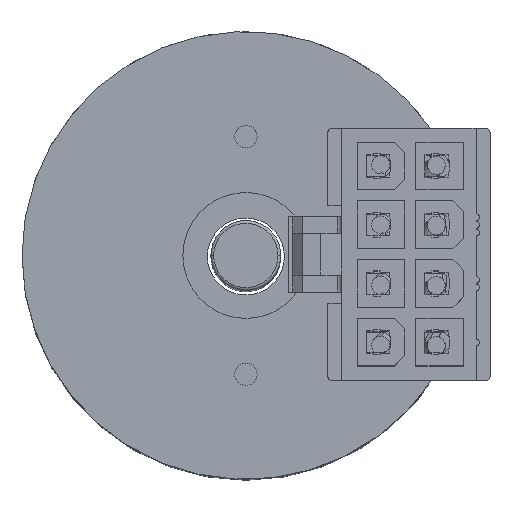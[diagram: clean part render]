
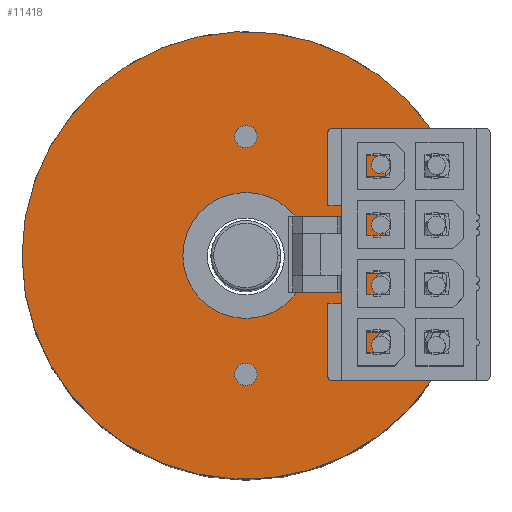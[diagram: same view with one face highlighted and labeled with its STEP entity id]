
A CAD part, top view. The second image highlights one B-rep face of the part: STEP entity #11418.
In plain terms, the highlighted face is planar.
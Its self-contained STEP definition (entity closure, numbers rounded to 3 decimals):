
#101 = DIRECTION ( 'NONE',  ( 0., 0., 1. ) ) ;
#113 = DIRECTION ( 'NONE',  ( 0., 0., 1. ) ) ;
#214 = ORIENTED_EDGE ( 'NONE', *, *, #10120, .T. ) ;
#310 = EDGE_CURVE ( 'NONE', #16105, #4112, #12625, .T. ) ;
#490 = CARTESIAN_POINT ( 'NONE',  ( -10., -7.1, 0. ) ) ;
#1002 = ORIENTED_EDGE ( 'NONE', *, *, #8848, .F. ) ;
#1354 = CARTESIAN_POINT ( 'NONE',  ( 0.8, 8.5, 0. ) ) ;
#1482 = VERTEX_POINT ( 'NONE', #11654 ) ;
#1612 = CARTESIAN_POINT ( 'NONE',  ( -12.707, 8.7, 0. ) ) ;
#1627 = DIRECTION ( 'NONE',  ( 0., 0., 1. ) ) ;
#1707 = AXIS2_PLACEMENT_3D ( 'NONE', #5086, #14209, #6407 ) ;
#1839 = VERTEX_POINT ( 'NONE', #11177 ) ;
#1920 = ORIENTED_EDGE ( 'NONE', *, *, #9836, .T. ) ;
#2019 = CARTESIAN_POINT ( 'NONE',  ( -4.5, 0., 0. ) ) ;
#2210 = EDGE_CURVE ( 'NONE', #7649, #1839, #16533, .T. ) ;
#2303 = DIRECTION ( 'NONE',  ( 1., 0., 0. ) ) ;
#2351 = DIRECTION ( 'NONE',  ( 0., 0., -1. ) ) ;
#2387 = CIRCLE ( 'NONE', #14724, 0.6 ) ;
#2432 = EDGE_CURVE ( 'NONE', #5095, #1482, #8967, .T. ) ;
#2718 = CARTESIAN_POINT ( 'NONE',  ( -0.8, -8.5, 0. ) ) ;
#2904 = VECTOR ( 'NONE', #2303, 1000. ) ;
#2921 = DIRECTION ( 'NONE',  ( 1., 0., 0. ) ) ;
#2955 = CIRCLE ( 'NONE', #9187, 0.8 ) ;
#3089 = DIRECTION ( 'NONE',  ( 0., 0., -1. ) ) ;
#3168 = FACE_BOUND ( 'NONE', #4576, .T. ) ;
#3428 = EDGE_CURVE ( 'NONE', #15425, #11160, #11586, .T. ) ;
#3630 = CARTESIAN_POINT ( 'NONE',  ( 0., 8.5, 0. ) ) ;
#3639 = VERTEX_POINT ( 'NONE', #16912 ) ;
#3660 = VERTEX_POINT ( 'NONE', #13062 ) ;
#3705 = DIRECTION ( 'NONE',  ( 0., 0., -1. ) ) ;
#3831 = CIRCLE ( 'NONE', #15150, 4.5 ) ;
#3929 = CARTESIAN_POINT ( 'NONE',  ( -0.8, 8.5, 0. ) ) ;
#3972 = CIRCLE ( 'NONE', #5224, 0.8 ) ;
#4094 = CARTESIAN_POINT ( 'NONE',  ( -12.707, -8.1, 0. ) ) ;
#4112 = VERTEX_POINT ( 'NONE', #490 ) ;
#4301 = DIRECTION ( 'NONE',  ( 0., -1., 0. ) ) ;
#4319 = AXIS2_PLACEMENT_3D ( 'NONE', #10883, #3089, #12225 ) ;
#4457 = EDGE_LOOP ( 'NONE', ( #16141, #7190, #11285, #8707, #214, #10499, #10952, #15932, #16305, #1920 ) ) ;
#4503 = LINE ( 'NONE', #6136, #14517 ) ;
#4576 = EDGE_LOOP ( 'NONE', ( #7637, #10855 ) ) ;
#4757 = CARTESIAN_POINT ( 'NONE',  ( 0., 0., 0. ) ) ;
#4898 = CARTESIAN_POINT ( 'NONE',  ( 4.5, 0., 0. ) ) ;
#4948 = DIRECTION ( 'NONE',  ( -1., 0., 0. ) ) ;
#5052 = CARTESIAN_POINT ( 'NONE',  ( -12.707, -8.7, 0. ) ) ;
#5086 = CARTESIAN_POINT ( 'NONE',  ( 0., -8.5, 0. ) ) ;
#5095 = VERTEX_POINT ( 'NONE', #10327 ) ;
#5224 = AXIS2_PLACEMENT_3D ( 'NONE', #14322, #6527, #15642 ) ;
#5526 = DIRECTION ( 'NONE',  ( 0., 0., 1. ) ) ;
#5614 = CARTESIAN_POINT ( 'NONE',  ( -13.307, -8.7, 0. ) ) ;
#5722 = EDGE_CURVE ( 'NONE', #3660, #14676, #11849, .T. ) ;
#6078 = VECTOR ( 'NONE', #4301, 1000. ) ;
#6086 = DIRECTION ( 'NONE',  ( 1., 0., 0. ) ) ;
#6136 = CARTESIAN_POINT ( 'NONE',  ( -10., -8.1, 0. ) ) ;
#6234 = FACE_OUTER_BOUND ( 'NONE', #4457, .T. ) ;
#6382 = DIRECTION ( 'NONE',  ( 1., 0., 0. ) ) ;
#6407 = DIRECTION ( 'NONE',  ( -1., 0., 0. ) ) ;
#6523 = CARTESIAN_POINT ( 'NONE',  ( -11., 8.1, 0. ) ) ;
#6527 = DIRECTION ( 'NONE',  ( 0., 0., -1. ) ) ;
#6630 = PLANE ( 'NONE',  #10471 ) ;
#7071 = DIRECTION ( 'NONE',  ( 0., 0., 1. ) ) ;
#7166 = CARTESIAN_POINT ( 'NONE',  ( -13.202, 9.039, 0. ) ) ;
#7190 = ORIENTED_EDGE ( 'NONE', *, *, #2432, .T. ) ;
#7286 = AXIS2_PLACEMENT_3D ( 'NONE', #10178, #2351, #11489 ) ;
#7404 = AXIS2_PLACEMENT_3D ( 'NONE', #4757, #13910, #6086 ) ;
#7441 = ORIENTED_EDGE ( 'NONE', *, *, #12623, .F. ) ;
#7447 = DIRECTION ( 'NONE',  ( -1., 0., 0. ) ) ;
#7608 = VERTEX_POINT ( 'NONE', #1354 ) ;
#7637 = ORIENTED_EDGE ( 'NONE', *, *, #3428, .T. ) ;
#7649 = VERTEX_POINT ( 'NONE', #2718 ) ;
#7662 = CIRCLE ( 'NONE', #15955, 0.6 ) ;
#7734 = EDGE_CURVE ( 'NONE', #3639, #4112, #13231, .T. ) ;
#7921 = CARTESIAN_POINT ( 'NONE',  ( 0., 0., 0. ) ) ;
#8541 = ORIENTED_EDGE ( 'NONE', *, *, #11347, .F. ) ;
#8707 = ORIENTED_EDGE ( 'NONE', *, *, #5722, .F. ) ;
#8809 = VERTEX_POINT ( 'NONE', #3929 ) ;
#8848 = EDGE_CURVE ( 'NONE', #1839, #7649, #13663, .T. ) ;
#8967 = CIRCLE ( 'NONE', #14823, 0.6 ) ;
#9031 = EDGE_LOOP ( 'NONE', ( #7441, #8541 ) ) ;
#9055 = EDGE_CURVE ( 'NONE', #11160, #15425, #3831, .T. ) ;
#9184 = AXIS2_PLACEMENT_3D ( 'NONE', #7921, #101, #9248 ) ;
#9187 = AXIS2_PLACEMENT_3D ( 'NONE', #3630, #12778, #4948 ) ;
#9248 = DIRECTION ( 'NONE',  ( 1., 0., 0. ) ) ;
#9258 = DIRECTION ( 'NONE',  ( 1., 0., 0. ) ) ;
#9429 = CARTESIAN_POINT ( 'NONE',  ( 0., 0., 0. ) ) ;
#9434 = LINE ( 'NONE', #10114, #2904 ) ;
#9444 = EDGE_LOOP ( 'NONE', ( #14092, #1002 ) ) ;
#9699 = FACE_BOUND ( 'NONE', #9444, .T. ) ;
#9836 = EDGE_CURVE ( 'NONE', #16105, #12192, #13461, .T. ) ;
#10114 = CARTESIAN_POINT ( 'NONE',  ( -13.798, 8.1, 0. ) ) ;
#10120 = EDGE_CURVE ( 'NONE', #3660, #15190, #2387, .T. ) ;
#10178 = CARTESIAN_POINT ( 'NONE',  ( 0., -8.5, 0. ) ) ;
#10327 = CARTESIAN_POINT ( 'NONE',  ( -12.707, 8.1, 0. ) ) ;
#10471 = AXIS2_PLACEMENT_3D ( 'NONE', #15757, #113, #9258 ) ;
#10499 = ORIENTED_EDGE ( 'NONE', *, *, #16025, .T. ) ;
#10722 = DIRECTION ( 'NONE',  ( 0., 0., -1. ) ) ;
#10737 = DIRECTION ( 'NONE',  ( 1., 0., 0. ) ) ;
#10855 = ORIENTED_EDGE ( 'NONE', *, *, #9055, .T. ) ;
#10883 = CARTESIAN_POINT ( 'NONE',  ( -12.707, -8.7, 0. ) ) ;
#10952 = ORIENTED_EDGE ( 'NONE', *, *, #14786, .F. ) ;
#11160 = VERTEX_POINT ( 'NONE', #2019 ) ;
#11177 = CARTESIAN_POINT ( 'NONE',  ( 0.8, -8.5, 0. ) ) ;
#11285 = ORIENTED_EDGE ( 'NONE', *, *, #12091, .T. ) ;
#11347 = EDGE_CURVE ( 'NONE', #7608, #8809, #3972, .T. ) ;
#11418 = ADVANCED_FACE ( 'NONE', ( #9699, #16634, #3168, #6234 ), #6630, .F. ) ;
#11489 = DIRECTION ( 'NONE',  ( -1., 0., 0. ) ) ;
#11526 = CARTESIAN_POINT ( 'NONE',  ( -12.707, 8.7, 0. ) ) ;
#11586 = CIRCLE ( 'NONE', #7404, 4.5 ) ;
#11654 = CARTESIAN_POINT ( 'NONE',  ( -13.307, 8.7, 0. ) ) ;
#11849 = CIRCLE ( 'NONE', #9184, 16. ) ;
#12091 = EDGE_CURVE ( 'NONE', #1482, #14676, #7662, .T. ) ;
#12192 = VERTEX_POINT ( 'NONE', #6523 ) ;
#12225 = DIRECTION ( 'NONE',  ( 1., 0., 0. ) ) ;
#12617 = CARTESIAN_POINT ( 'NONE',  ( -10., 7.1, 0. ) ) ;
#12623 = EDGE_CURVE ( 'NONE', #8809, #7608, #2955, .T. ) ;
#12625 = LINE ( 'NONE', #13469, #6078 ) ;
#12778 = DIRECTION ( 'NONE',  ( 0., 0., -1. ) ) ;
#12867 = DIRECTION ( 'NONE',  ( 1., 0., 0. ) ) ;
#13062 = CARTESIAN_POINT ( 'NONE',  ( -13.202, -9.039, 0. ) ) ;
#13231 = CIRCLE ( 'NONE', #16829, 1. ) ;
#13350 = CARTESIAN_POINT ( 'NONE',  ( -11., -7.1, 0. ) ) ;
#13461 = CIRCLE ( 'NONE', #15054, 1. ) ;
#13469 = CARTESIAN_POINT ( 'NONE',  ( -10., 8.1, 0. ) ) ;
#13663 = CIRCLE ( 'NONE', #7286, 0.8 ) ;
#13910 = DIRECTION ( 'NONE',  ( 0., 0., 1. ) ) ;
#14092 = ORIENTED_EDGE ( 'NONE', *, *, #2210, .F. ) ;
#14182 = DIRECTION ( 'NONE',  ( 0., 0., -1. ) ) ;
#14209 = DIRECTION ( 'NONE',  ( 0., 0., -1. ) ) ;
#14322 = CARTESIAN_POINT ( 'NONE',  ( 0., 8.5, 0. ) ) ;
#14517 = VECTOR ( 'NONE', #7447, 1000. ) ;
#14643 = DIRECTION ( 'NONE',  ( 1., 0., 0. ) ) ;
#14676 = VERTEX_POINT ( 'NONE', #7166 ) ;
#14724 = AXIS2_PLACEMENT_3D ( 'NONE', #5052, #14182, #6382 ) ;
#14786 = EDGE_CURVE ( 'NONE', #3639, #15658, #4503, .T. ) ;
#14823 = AXIS2_PLACEMENT_3D ( 'NONE', #1612, #10722, #2921 ) ;
#14895 = CARTESIAN_POINT ( 'NONE',  ( -11., 7.1, 0. ) ) ;
#15054 = AXIS2_PLACEMENT_3D ( 'NONE', #14895, #7071, #16205 ) ;
#15150 = AXIS2_PLACEMENT_3D ( 'NONE', #9429, #1627, #10737 ) ;
#15190 = VERTEX_POINT ( 'NONE', #5614 ) ;
#15425 = VERTEX_POINT ( 'NONE', #4898 ) ;
#15642 = DIRECTION ( 'NONE',  ( -1., 0., 0. ) ) ;
#15658 = VERTEX_POINT ( 'NONE', #4094 ) ;
#15757 = CARTESIAN_POINT ( 'NONE',  ( 0., 0., 0. ) ) ;
#15932 = ORIENTED_EDGE ( 'NONE', *, *, #7734, .T. ) ;
#15955 = AXIS2_PLACEMENT_3D ( 'NONE', #11526, #3705, #12867 ) ;
#16025 = EDGE_CURVE ( 'NONE', #15190, #15658, #16597, .T. ) ;
#16105 = VERTEX_POINT ( 'NONE', #12617 ) ;
#16141 = ORIENTED_EDGE ( 'NONE', *, *, #16768, .F. ) ;
#16205 = DIRECTION ( 'NONE',  ( 1., 0., 0. ) ) ;
#16305 = ORIENTED_EDGE ( 'NONE', *, *, #310, .F. ) ;
#16533 = CIRCLE ( 'NONE', #1707, 0.8 ) ;
#16597 = CIRCLE ( 'NONE', #4319, 0.6 ) ;
#16634 = FACE_BOUND ( 'NONE', #9031, .T. ) ;
#16768 = EDGE_CURVE ( 'NONE', #5095, #12192, #9434, .T. ) ;
#16829 = AXIS2_PLACEMENT_3D ( 'NONE', #13350, #5526, #14643 ) ;
#16912 = CARTESIAN_POINT ( 'NONE',  ( -11., -8.1, 0. ) ) ;
